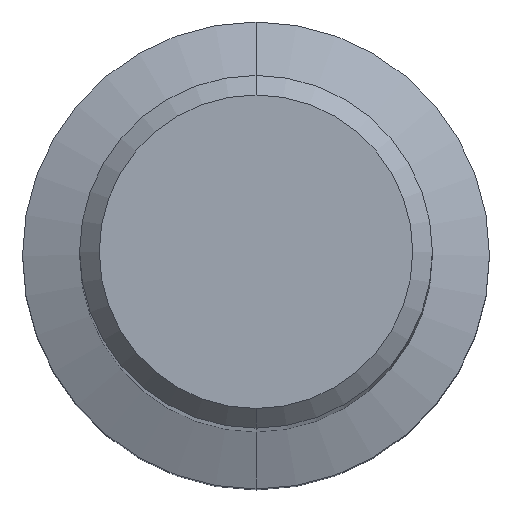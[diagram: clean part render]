
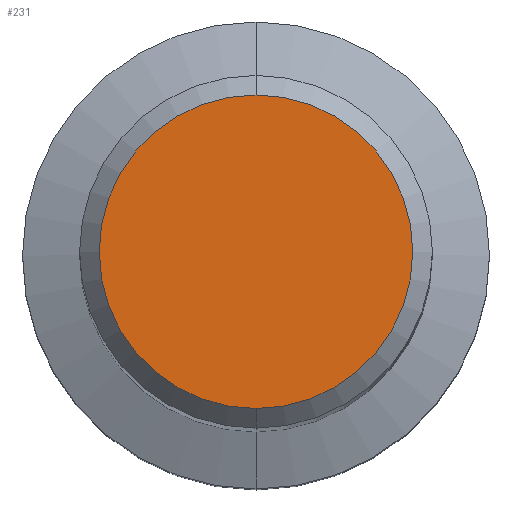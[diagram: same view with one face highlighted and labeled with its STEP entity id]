
A CAD part, top view. The second image highlights one B-rep face of the part: STEP entity #231.
In plain terms, the highlighted planar face has unit normal (0, 0, 1).
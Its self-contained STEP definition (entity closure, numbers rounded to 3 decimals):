
#171=VERTEX_POINT('',#377);
#173=VERTEX_POINT('',#379);
#197=EDGE_CURVE('',#173,#171,#405,.T.);
#223=EDGE_CURVE('',#171,#173,#435,.T.);
#231=ADVANCED_FACE('',(#444),#445,.T.);
#377=CARTESIAN_POINT('',(0.,-4.8,0.0));
#379=CARTESIAN_POINT('',(0.0,4.8,0.0));
#405=CIRCLE('',#653,4.8);
#435=CIRCLE('',#690,4.8);
#444=FACE_OUTER_BOUND('',#702,.T.);
#445=PLANE('',#703);
#653=AXIS2_PLACEMENT_3D('',#889,#890,#891);
#690=AXIS2_PLACEMENT_3D('',#936,#937,#938);
#702=EDGE_LOOP('',(#952,#953));
#703=AXIS2_PLACEMENT_3D('',#954,#955,#956);
#889=CARTESIAN_POINT('',(0.0,0.0,0.0));
#890=DIRECTION('',(0.0,0.0,-1.0));
#891=DIRECTION('',(0.0,1.0,0.0));
#936=CARTESIAN_POINT('',(0.0,0.0,0.0));
#937=DIRECTION('',(0.0,0.0,-1.0));
#938=DIRECTION('',(0.0,1.0,0.0));
#952=ORIENTED_EDGE('',*,*,#197,.F.);
#953=ORIENTED_EDGE('',*,*,#223,.F.);
#954=CARTESIAN_POINT('',(0.0,2.4,0.0));
#955=DIRECTION('',(-0.0,0.0,1.0));
#956=DIRECTION('',(0.0,-1.0,0.0));
